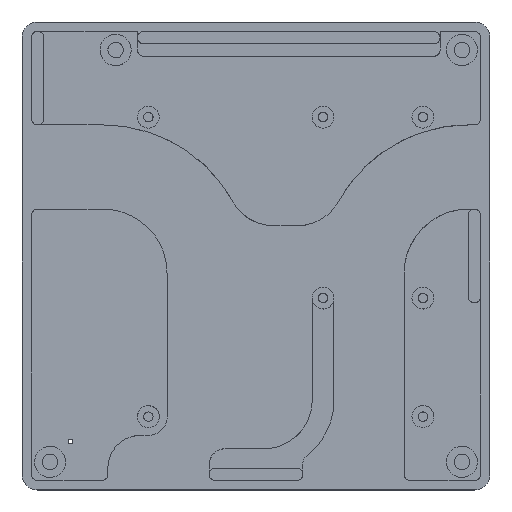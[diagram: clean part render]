
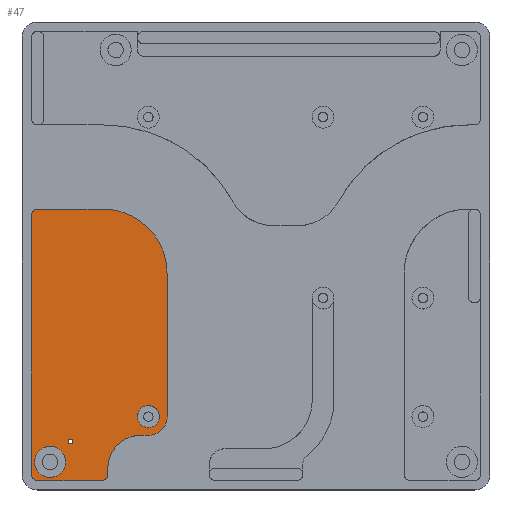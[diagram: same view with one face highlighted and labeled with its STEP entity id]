
A CAD part, top view. The second image highlights one B-rep face of the part: STEP entity #47.
In plain terms, the highlighted planar face has unit normal (0, 0, 1).
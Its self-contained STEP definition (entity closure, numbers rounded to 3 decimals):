
#19=FACE_BOUND('',#363,.T.);
#20=FACE_BOUND('',#364,.T.);
#21=FACE_BOUND('',#365,.T.);
#47=ADVANCED_FACE('',(#202,#19,#20,#21),#2296,.T.);
#202=FACE_OUTER_BOUND('',#362,.T.);
#362=EDGE_LOOP('',(#583,#584,#585,#586,#587,#588,#589,#590,#591,#592,#593,
#594));
#363=EDGE_LOOP('',(#595,#596));
#364=EDGE_LOOP('',(#597,#598,#599));
#365=EDGE_LOOP('',(#600,#601));
#583=ORIENTED_EDGE('',*,*,#1313,.F.);
#584=ORIENTED_EDGE('',*,*,#1317,.T.);
#585=ORIENTED_EDGE('',*,*,#1419,.T.);
#586=ORIENTED_EDGE('',*,*,#1318,.T.);
#587=ORIENTED_EDGE('',*,*,#1414,.T.);
#588=ORIENTED_EDGE('',*,*,#1319,.T.);
#589=ORIENTED_EDGE('',*,*,#1409,.T.);
#590=ORIENTED_EDGE('',*,*,#1320,.T.);
#591=ORIENTED_EDGE('',*,*,#1373,.T.);
#592=ORIENTED_EDGE('',*,*,#1321,.T.);
#593=ORIENTED_EDGE('',*,*,#1532,.T.);
#594=ORIENTED_EDGE('',*,*,#1322,.T.);
#595=ORIENTED_EDGE('',*,*,#1637,.T.);
#596=ORIENTED_EDGE('',*,*,#1638,.T.);
#597=ORIENTED_EDGE('',*,*,#1610,.F.);
#598=ORIENTED_EDGE('',*,*,#1609,.F.);
#599=ORIENTED_EDGE('',*,*,#1608,.T.);
#600=ORIENTED_EDGE('',*,*,#1451,.T.);
#601=ORIENTED_EDGE('',*,*,#1452,.T.);
#1313=EDGE_CURVE('',#2081,#2082,#1874,.T.);
#1317=EDGE_CURVE('',#2081,#2085,#1685,.T.);
#1318=EDGE_CURVE('',#2086,#2087,#1686,.T.);
#1319=EDGE_CURVE('',#2088,#2089,#1687,.T.);
#1320=EDGE_CURVE('',#2090,#2091,#1688,.T.);
#1321=EDGE_CURVE('',#2092,#2093,#1689,.T.);
#1322=EDGE_CURVE('',#2094,#2082,#1690,.T.);
#1373=EDGE_CURVE('',#2091,#2092,#1892,.T.);
#1409=EDGE_CURVE('',#2089,#2090,#1904,.T.);
#1414=EDGE_CURVE('',#2087,#2088,#1906,.T.);
#1419=EDGE_CURVE('',#2085,#2086,#1908,.T.);
#1451=EDGE_CURVE('',#2100,#2099,#1918,.T.);
#1452=EDGE_CURVE('',#2099,#2100,#1919,.T.);
#1532=EDGE_CURVE('',#2093,#2094,#1974,.T.);
#1608=EDGE_CURVE('',#2097,#2098,#2007,.T.);
#1609=EDGE_CURVE('',#2097,#2275,#2008,.T.);
#1610=EDGE_CURVE('',#2275,#2098,#2009,.T.);
#1637=EDGE_CURVE('',#2096,#2095,#2028,.T.);
#1638=EDGE_CURVE('',#2095,#2096,#2029,.T.);
#1685=B_SPLINE_CURVE_WITH_KNOTS('',1,(#4486,#4487),.UNSPECIFIED.,.F.,.F.,
(2,2),(0.,2.),.UNSPECIFIED.);
#1686=B_SPLINE_CURVE_WITH_KNOTS('',1,(#4488,#4489),.UNSPECIFIED.,.F.,.F.,
(2,2),(0.,2.5),.UNSPECIFIED.);
#1687=B_SPLINE_CURVE_WITH_KNOTS('',1,(#4490,#4491),.UNSPECIFIED.,.F.,.F.,
(2,2),(0.,46.),.UNSPECIFIED.);
#1688=B_SPLINE_CURVE_WITH_KNOTS('',1,(#4492,#4493),.UNSPECIFIED.,.F.,.F.,
(2,2),(0.,21.),.UNSPECIFIED.);
#1689=B_SPLINE_CURVE_WITH_KNOTS('',1,(#4494,#4495),.UNSPECIFIED.,.F.,.F.,
(2,2),(0.,83.),.UNSPECIFIED.);
#1690=B_SPLINE_CURVE_WITH_KNOTS('',1,(#4496,#4497),.UNSPECIFIED.,.F.,.F.,
(2,2),(0.,20.5),.UNSPECIFIED.);
#1874=(
BOUNDED_CURVE()
B_SPLINE_CURVE(2,(#4476,#4477,#4478),.UNSPECIFIED.,.F.,.F.)
B_SPLINE_CURVE_WITH_KNOTS((3,3),(0.,3.142),.UNSPECIFIED.)
CURVE()
GEOMETRIC_REPRESENTATION_ITEM()
RATIONAL_B_SPLINE_CURVE((1.,0.707,1.))
REPRESENTATION_ITEM('')
);
#1892=(
BOUNDED_CURVE()
B_SPLINE_CURVE(2,(#4614,#4615,#4616),.UNSPECIFIED.,.F.,.F.)
B_SPLINE_CURVE_WITH_KNOTS((3,3),(-3.142,0.),.UNSPECIFIED.)
CURVE()
GEOMETRIC_REPRESENTATION_ITEM()
RATIONAL_B_SPLINE_CURVE((1.,0.707,1.))
REPRESENTATION_ITEM('')
);
#1904=(
BOUNDED_CURVE()
B_SPLINE_CURVE(2,(#4702,#4703,#4704),.UNSPECIFIED.,.F.,.F.)
B_SPLINE_CURVE_WITH_KNOTS((3,3),(0.,32.201),.UNSPECIFIED.)
CURVE()
GEOMETRIC_REPRESENTATION_ITEM()
RATIONAL_B_SPLINE_CURVE((1.,0.707,1.))
REPRESENTATION_ITEM('')
);
#1906=(
BOUNDED_CURVE()
B_SPLINE_CURVE(2,(#4714,#4715,#4716),.UNSPECIFIED.,.F.,.F.)
B_SPLINE_CURVE_WITH_KNOTS((3,3),(0.,9.425),.UNSPECIFIED.)
CURVE()
GEOMETRIC_REPRESENTATION_ITEM()
RATIONAL_B_SPLINE_CURVE((1.,0.707,1.))
REPRESENTATION_ITEM('')
);
#1908=(
BOUNDED_CURVE()
B_SPLINE_CURVE(2,(#4726,#4727,#4728),.UNSPECIFIED.,.F.,.F.)
B_SPLINE_CURVE_WITH_KNOTS((3,3),(0.,16.493),.UNSPECIFIED.)
CURVE()
GEOMETRIC_REPRESENTATION_ITEM()
RATIONAL_B_SPLINE_CURVE((1.,0.707,1.))
REPRESENTATION_ITEM('')
);
#1918=(
BOUNDED_CURVE()
B_SPLINE_CURVE(2,(#4800,#4801,#4802,#4803,#4804),.UNSPECIFIED.,.F.,.F.)
B_SPLINE_CURVE_WITH_KNOTS((3,2,3),(2.356,3.534,4.712),
 .UNSPECIFIED.)
CURVE()
GEOMETRIC_REPRESENTATION_ITEM()
RATIONAL_B_SPLINE_CURVE((1.,0.707,1.,0.707,1.))
REPRESENTATION_ITEM('')
);
#1919=(
BOUNDED_CURVE()
B_SPLINE_CURVE(2,(#4805,#4806,#4807,#4808,#4809),.UNSPECIFIED.,.F.,.F.)
B_SPLINE_CURVE_WITH_KNOTS((3,2,3),(0.,1.178,2.356),
 .UNSPECIFIED.)
CURVE()
GEOMETRIC_REPRESENTATION_ITEM()
RATIONAL_B_SPLINE_CURVE((1.,0.707,1.,0.707,1.))
REPRESENTATION_ITEM('')
);
#1974=(
BOUNDED_CURVE()
B_SPLINE_CURVE(2,(#5114,#5115,#5116),.UNSPECIFIED.,.F.,.F.)
B_SPLINE_CURVE_WITH_KNOTS((3,3),(-3.142,0.),.UNSPECIFIED.)
CURVE()
GEOMETRIC_REPRESENTATION_ITEM()
RATIONAL_B_SPLINE_CURVE((1.,0.707,1.))
REPRESENTATION_ITEM('')
);
#2007=(
BOUNDED_CURVE()
B_SPLINE_CURVE(2,(#5319,#5320,#5321,#5322,#5323),.UNSPECIFIED.,.F.,.F.)
B_SPLINE_CURVE_WITH_KNOTS((3,2,3),(0.,5.313,10.627),
 .UNSPECIFIED.)
CURVE()
GEOMETRIC_REPRESENTATION_ITEM()
RATIONAL_B_SPLINE_CURVE((1.,0.725,1.,0.725,1.))
REPRESENTATION_ITEM('')
);
#2008=(
BOUNDED_CURVE()
B_SPLINE_CURVE(2,(#5324,#5325,#5326),.UNSPECIFIED.,.F.,.F.)
B_SPLINE_CURVE_WITH_KNOTS((3,3),(-11.364,-10.465),
 .UNSPECIFIED.)
CURVE()
GEOMETRIC_REPRESENTATION_ITEM()
RATIONAL_B_SPLINE_CURVE((1.,0.992,1.))
REPRESENTATION_ITEM('')
);
#2009=(
BOUNDED_CURVE()
B_SPLINE_CURVE(2,(#5327,#5328,#5329,#5330,#5331),.UNSPECIFIED.,.F.,.F.)
B_SPLINE_CURVE_WITH_KNOTS((3,2,3),(-10.465,-5.232,0.),
 .UNSPECIFIED.)
CURVE()
GEOMETRIC_REPRESENTATION_ITEM()
RATIONAL_B_SPLINE_CURVE((1.,0.733,1.,0.733,1.))
REPRESENTATION_ITEM('')
);
#2028=(
BOUNDED_CURVE()
B_SPLINE_CURVE(2,(#5442,#5443,#5444,#5445,#5446),.UNSPECIFIED.,.F.,.F.)
B_SPLINE_CURVE_WITH_KNOTS((3,2,3),(15.708,23.562,31.416),
 .UNSPECIFIED.)
CURVE()
GEOMETRIC_REPRESENTATION_ITEM()
RATIONAL_B_SPLINE_CURVE((1.,0.707,1.,0.707,1.))
REPRESENTATION_ITEM('')
);
#2029=(
BOUNDED_CURVE()
B_SPLINE_CURVE(2,(#5447,#5448,#5449,#5450,#5451),.UNSPECIFIED.,.F.,.F.)
B_SPLINE_CURVE_WITH_KNOTS((3,2,3),(0.,7.854,15.708),
 .UNSPECIFIED.)
CURVE()
GEOMETRIC_REPRESENTATION_ITEM()
RATIONAL_B_SPLINE_CURVE((1.,0.707,1.,0.707,1.))
REPRESENTATION_ITEM('')
);
#2081=VERTEX_POINT('',#4206);
#2082=VERTEX_POINT('',#4207);
#2085=VERTEX_POINT('',#4210);
#2086=VERTEX_POINT('',#4211);
#2087=VERTEX_POINT('',#4212);
#2088=VERTEX_POINT('',#4213);
#2089=VERTEX_POINT('',#4214);
#2090=VERTEX_POINT('',#4215);
#2091=VERTEX_POINT('',#4216);
#2092=VERTEX_POINT('',#4217);
#2093=VERTEX_POINT('',#4218);
#2094=VERTEX_POINT('',#4219);
#2095=VERTEX_POINT('',#4220);
#2096=VERTEX_POINT('',#4221);
#2097=VERTEX_POINT('',#4222);
#2098=VERTEX_POINT('',#4223);
#2099=VERTEX_POINT('',#4224);
#2100=VERTEX_POINT('',#4225);
#2275=VERTEX_POINT('',#4400);
#2296=PLANE('',#2539);
#2539=AXIS2_PLACEMENT_3D('',#2771,#2610,$);
#2610=DIRECTION('',(0.,0.,1.));
#2771=CARTESIAN_POINT('',(-1.47,-5.82,5.));
#4206=CARTESIAN_POINT('',(27.5,5.,5.));
#4207=CARTESIAN_POINT('',(25.5,3.,5.));
#4210=CARTESIAN_POINT('',(27.5,7.,5.));
#4211=CARTESIAN_POINT('',(38.,17.5,5.));
#4212=CARTESIAN_POINT('',(40.5,17.5,5.));
#4213=CARTESIAN_POINT('',(46.5,23.5,5.));
#4214=CARTESIAN_POINT('',(46.5,69.5,5.));
#4215=CARTESIAN_POINT('',(26.,90.,5.));
#4216=CARTESIAN_POINT('',(5.,90.,5.));
#4217=CARTESIAN_POINT('',(3.,88.,5.));
#4218=CARTESIAN_POINT('',(3.,5.,5.));
#4219=CARTESIAN_POINT('',(5.,3.,5.));
#4220=CARTESIAN_POINT('',(14.,9.,5.));
#4221=CARTESIAN_POINT('',(4.,9.,5.));
#4222=CARTESIAN_POINT('',(43.885,22.611,5.));
#4223=CARTESIAN_POINT('',(37.04,24.029,5.));
#4224=CARTESIAN_POINT('',(14.75,15.5,5.));
#4225=CARTESIAN_POINT('',(16.25,15.5,5.));
#4400=CARTESIAN_POINT('',(44.,23.5,5.));
#4476=CARTESIAN_POINT('',(27.5,5.,5.));
#4477=CARTESIAN_POINT('',(27.5,3.,5.));
#4478=CARTESIAN_POINT('',(25.5,3.,5.));
#4486=CARTESIAN_POINT('',(27.5,5.,5.));
#4487=CARTESIAN_POINT('',(27.5,7.,5.));
#4488=CARTESIAN_POINT('',(38.,17.5,5.));
#4489=CARTESIAN_POINT('',(40.5,17.5,5.));
#4490=CARTESIAN_POINT('',(46.5,23.5,5.));
#4491=CARTESIAN_POINT('',(46.5,69.5,5.));
#4492=CARTESIAN_POINT('',(26.,90.,5.));
#4493=CARTESIAN_POINT('',(5.,90.,5.));
#4494=CARTESIAN_POINT('',(3.,88.,5.));
#4495=CARTESIAN_POINT('',(3.,5.,5.));
#4496=CARTESIAN_POINT('',(5.,3.,5.));
#4497=CARTESIAN_POINT('',(25.5,3.,5.));
#4614=CARTESIAN_POINT('',(5.,90.,5.));
#4615=CARTESIAN_POINT('',(3.,90.,5.));
#4616=CARTESIAN_POINT('',(3.,88.,5.));
#4702=CARTESIAN_POINT('',(46.5,69.5,5.));
#4703=CARTESIAN_POINT('',(46.5,90.,5.));
#4704=CARTESIAN_POINT('',(26.,90.,5.));
#4714=CARTESIAN_POINT('',(40.5,17.5,5.));
#4715=CARTESIAN_POINT('',(46.5,17.5,5.));
#4716=CARTESIAN_POINT('',(46.5,23.5,5.));
#4726=CARTESIAN_POINT('',(27.5,7.,5.));
#4727=CARTESIAN_POINT('',(27.5,17.5,5.));
#4728=CARTESIAN_POINT('',(38.,17.5,5.));
#4800=CARTESIAN_POINT('',(16.25,15.5,5.));
#4801=CARTESIAN_POINT('',(16.25,14.75,5.));
#4802=CARTESIAN_POINT('',(15.5,14.75,5.));
#4803=CARTESIAN_POINT('',(14.75,14.75,5.));
#4804=CARTESIAN_POINT('',(14.75,15.5,5.));
#4805=CARTESIAN_POINT('',(14.75,15.5,5.));
#4806=CARTESIAN_POINT('',(14.75,16.25,5.));
#4807=CARTESIAN_POINT('',(15.5,16.25,5.));
#4808=CARTESIAN_POINT('',(16.25,16.25,5.));
#4809=CARTESIAN_POINT('',(16.25,15.5,5.));
#5114=CARTESIAN_POINT('',(3.,5.,5.));
#5115=CARTESIAN_POINT('',(3.,3.,5.));
#5116=CARTESIAN_POINT('',(5.,3.,5.));
#5319=CARTESIAN_POINT('',(43.885,22.611,5.));
#5320=CARTESIAN_POINT('',(43.041,19.399,5.));
#5321=CARTESIAN_POINT('',(39.79,20.073,5.));
#5322=CARTESIAN_POINT('',(36.539,20.746,5.));
#5323=CARTESIAN_POINT('',(37.04,24.029,5.));
#5324=CARTESIAN_POINT('',(43.885,22.611,5.));
#5325=CARTESIAN_POINT('',(44.,23.048,5.));
#5326=CARTESIAN_POINT('',(44.,23.5,5.));
#5327=CARTESIAN_POINT('',(44.,23.5,5.));
#5328=CARTESIAN_POINT('',(44.,26.744,5.));
#5329=CARTESIAN_POINT('',(40.765,26.99,5.));
#5330=CARTESIAN_POINT('',(37.53,27.236,5.));
#5331=CARTESIAN_POINT('',(37.04,24.029,5.));
#5442=CARTESIAN_POINT('',(4.,9.,5.));
#5443=CARTESIAN_POINT('',(4.,14.,5.));
#5444=CARTESIAN_POINT('',(9.,14.,5.));
#5445=CARTESIAN_POINT('',(14.,14.,5.));
#5446=CARTESIAN_POINT('',(14.,9.,5.));
#5447=CARTESIAN_POINT('',(14.,9.,5.));
#5448=CARTESIAN_POINT('',(14.,4.,5.));
#5449=CARTESIAN_POINT('',(9.,4.,5.));
#5450=CARTESIAN_POINT('',(4.,4.,5.));
#5451=CARTESIAN_POINT('',(4.,9.,5.));
